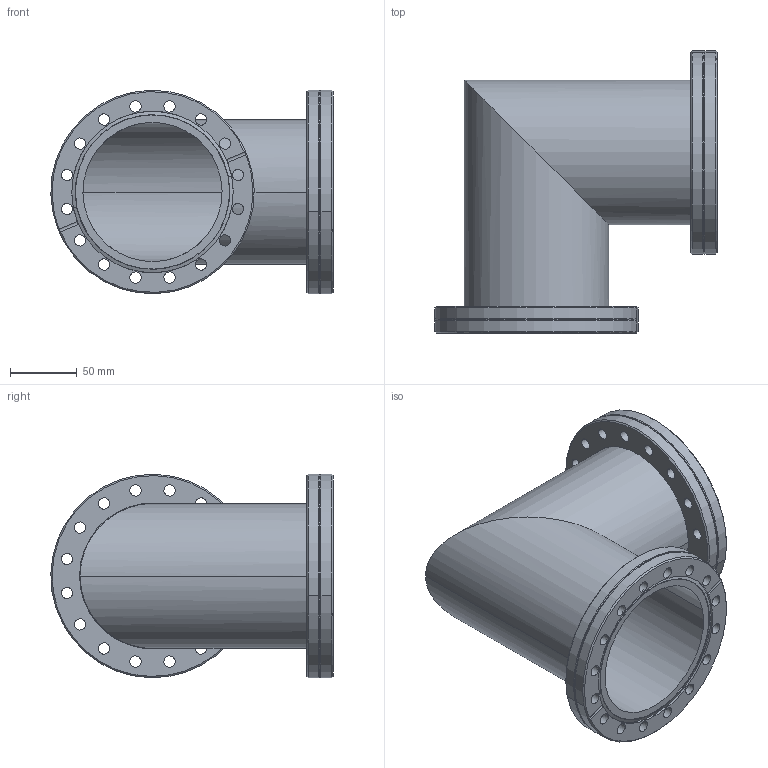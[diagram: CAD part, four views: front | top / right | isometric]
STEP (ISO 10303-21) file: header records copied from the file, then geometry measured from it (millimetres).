
FILE_DESCRIPTION (( 'STEP AP214' ), '1' );
FILE_NAME ('420RWS100-90.stp', '2017-05-31T11:23:19', ( '' ), ( '' ), 'SwSTEP 2.0', 'SolidWorks 2015', '' );
FILE_SCHEMA (( 'AUTOMOTIVE_DESIGN' ));
Length unit declared in the file: millimetre
Products named in the file (1): 420RWS100-90
Bounding box: 210.98 x 210.98 x 151.96 mm (x, y, z)
Volume: 490742.9 mm3; surface area: 250174.3 mm2
Topology: 1 solids, 2 shells, 140 faces, 358 edges, 226 vertices
Faces by surface type: cylinder 96, cone 18, torus 14, plane 12
Entity records: 6144 total; most frequent: CARTESIAN_POINT 871, DIRECTION 852, ORIENTED_EDGE 716, AXIS2_PLACEMENT_3D 367, EDGE_CURVE 358, CIRCLE 226, VERTEX_POINT 226, EDGE_LOOP 212
